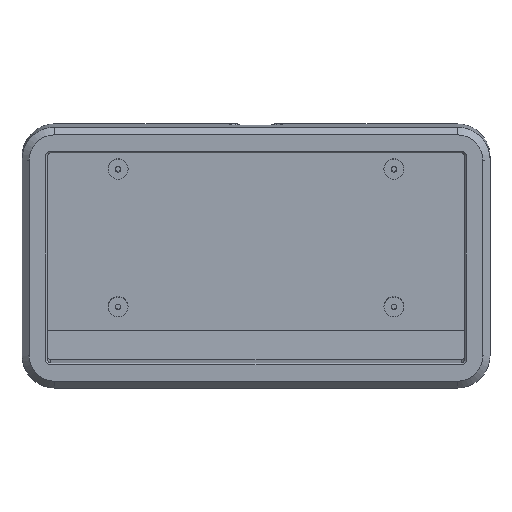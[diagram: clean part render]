
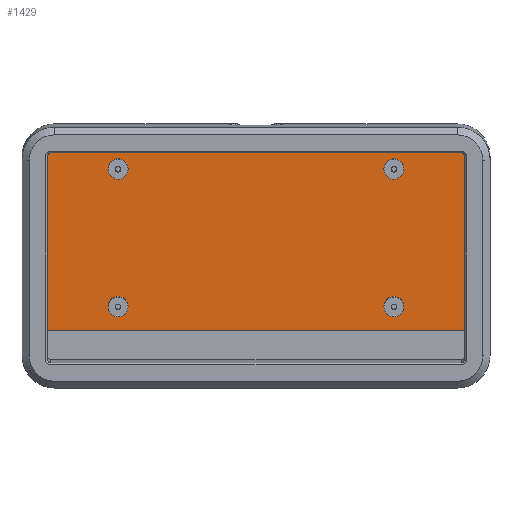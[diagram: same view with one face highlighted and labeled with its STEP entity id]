
A CAD part, top view. The second image highlights one B-rep face of the part: STEP entity #1429.
In plain terms, the highlighted planar face has unit normal (0, -0.052, 0.999).
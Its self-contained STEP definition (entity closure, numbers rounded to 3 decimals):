
#68=FACE_BOUND('',#249,.T.);
#69=FACE_BOUND('',#250,.T.);
#70=FACE_BOUND('',#251,.T.);
#71=FACE_BOUND('',#252,.T.);
#91=PLANE('',#1563);
#153=FACE_OUTER_BOUND('',#248,.T.);
#248=EDGE_LOOP('',(#1099,#1100,#1101,#1102,#1103,#1104,#1105,#1106,#1107,
#1108));
#249=EDGE_LOOP('',(#1109));
#250=EDGE_LOOP('',(#1110));
#251=EDGE_LOOP('',(#1111));
#252=EDGE_LOOP('',(#1112));
#349=LINE('',#2265,#477);
#352=LINE('',#2275,#480);
#353=LINE('',#2277,#481);
#354=LINE('',#2281,#482);
#355=LINE('',#2283,#483);
#356=LINE('',#2285,#484);
#357=LINE('',#2289,#485);
#358=LINE('',#2290,#486);
#477=VECTOR('',#1805,10.);
#480=VECTOR('',#1814,10.);
#481=VECTOR('',#1815,10.);
#482=VECTOR('',#1818,10.);
#483=VECTOR('',#1819,10.);
#484=VECTOR('',#1820,10.);
#485=VECTOR('',#1823,10.);
#486=VECTOR('',#1824,10.);
#571=CIRCLE('',#1514,2.75);
#573=CIRCLE('',#1518,2.75);
#575=CIRCLE('',#1522,2.75);
#577=CIRCLE('',#1526,2.75);
#595=CIRCLE('',#1564,1.);
#596=CIRCLE('',#1565,1.);
#625=VERTEX_POINT('',#2065);
#627=VERTEX_POINT('',#2072);
#629=VERTEX_POINT('',#2079);
#631=VERTEX_POINT('',#2086);
#670=VERTEX_POINT('',#2262);
#671=VERTEX_POINT('',#2264);
#675=VERTEX_POINT('',#2274);
#676=VERTEX_POINT('',#2276);
#677=VERTEX_POINT('',#2278);
#678=VERTEX_POINT('',#2280);
#679=VERTEX_POINT('',#2282);
#680=VERTEX_POINT('',#2284);
#681=VERTEX_POINT('',#2286);
#682=VERTEX_POINT('',#2288);
#757=EDGE_CURVE('',#625,#625,#571,.T.);
#760=EDGE_CURVE('',#627,#627,#573,.T.);
#763=EDGE_CURVE('',#629,#629,#575,.T.);
#766=EDGE_CURVE('',#631,#631,#577,.T.);
#825=EDGE_CURVE('',#671,#670,#349,.T.);
#830=EDGE_CURVE('',#675,#670,#352,.T.);
#831=EDGE_CURVE('',#675,#676,#353,.T.);
#832=EDGE_CURVE('',#676,#677,#595,.T.);
#833=EDGE_CURVE('',#677,#678,#354,.T.);
#834=EDGE_CURVE('',#678,#679,#355,.T.);
#835=EDGE_CURVE('',#679,#680,#356,.T.);
#836=EDGE_CURVE('',#680,#681,#596,.T.);
#837=EDGE_CURVE('',#681,#682,#357,.T.);
#838=EDGE_CURVE('',#682,#671,#358,.T.);
#1099=ORIENTED_EDGE('',*,*,#825,.T.);
#1100=ORIENTED_EDGE('',*,*,#830,.F.);
#1101=ORIENTED_EDGE('',*,*,#831,.T.);
#1102=ORIENTED_EDGE('',*,*,#832,.T.);
#1103=ORIENTED_EDGE('',*,*,#833,.T.);
#1104=ORIENTED_EDGE('',*,*,#834,.T.);
#1105=ORIENTED_EDGE('',*,*,#835,.T.);
#1106=ORIENTED_EDGE('',*,*,#836,.T.);
#1107=ORIENTED_EDGE('',*,*,#837,.T.);
#1108=ORIENTED_EDGE('',*,*,#838,.T.);
#1109=ORIENTED_EDGE('',*,*,#757,.T.);
#1110=ORIENTED_EDGE('',*,*,#760,.T.);
#1111=ORIENTED_EDGE('',*,*,#763,.T.);
#1112=ORIENTED_EDGE('',*,*,#766,.T.);
#1429=ADVANCED_FACE('',(#153,#68,#69,#70,#71),#91,.F.);
#1514=AXIS2_PLACEMENT_3D('',#2066,#1673,#1674);
#1518=AXIS2_PLACEMENT_3D('',#2073,#1682,#1683);
#1522=AXIS2_PLACEMENT_3D('',#2080,#1691,#1692);
#1526=AXIS2_PLACEMENT_3D('',#2087,#1700,#1701);
#1563=AXIS2_PLACEMENT_3D('',#2273,#1812,#1813);
#1564=AXIS2_PLACEMENT_3D('',#2279,#1816,#1817);
#1565=AXIS2_PLACEMENT_3D('',#2287,#1821,#1822);
#1673=DIRECTION('center_axis',(0.,0.052,
-0.999));
#1674=DIRECTION('ref_axis',(1.,0.,0.));
#1682=DIRECTION('center_axis',(0.,0.052,
-0.999));
#1683=DIRECTION('ref_axis',(1.,0.,0.));
#1691=DIRECTION('center_axis',(0.,0.052,
-0.999));
#1692=DIRECTION('ref_axis',(1.,0.,0.));
#1700=DIRECTION('center_axis',(0.,0.052,
-0.999));
#1701=DIRECTION('ref_axis',(1.,0.,0.));
#1805=DIRECTION('',(-1.,0.,0.));
#1812=DIRECTION('center_axis',(0.,0.052,
-0.999));
#1813=DIRECTION('ref_axis',(1.,0.,0.));
#1814=DIRECTION('',(0.,0.999,0.052));
#1815=DIRECTION('',(-1.,0.,0.));
#1816=DIRECTION('center_axis',(0.,-0.052,
0.999));
#1817=DIRECTION('ref_axis',(-0.707,0.706,0.037));
#1818=DIRECTION('',(0.,-0.999,-0.052));
#1819=DIRECTION('',(1.,0.,0.));
#1820=DIRECTION('',(0.,0.999,0.052));
#1821=DIRECTION('center_axis',(0.,-0.052,
0.999));
#1822=DIRECTION('ref_axis',(0.707,0.706,0.037));
#1823=DIRECTION('',(-1.,0.,0.));
#1824=DIRECTION('',(0.,0.999,0.052));
#2065=CARTESIAN_POINT('',(16.3,14.351,-2.317));
#2066=CARTESIAN_POINT('Origin',(19.05,14.351,-2.317));
#2072=CARTESIAN_POINT('',(92.5,14.351,-2.317));
#2073=CARTESIAN_POINT('Origin',(95.25,14.351,-2.317));
#2079=CARTESIAN_POINT('',(16.3,52.399,-0.323));
#2080=CARTESIAN_POINT('Origin',(19.05,52.399,-0.323));
#2086=CARTESIAN_POINT('',(92.5,52.399,-0.323));
#2087=CARTESIAN_POINT('Origin',(95.25,52.399,-0.323));
#2262=CARTESIAN_POINT('',(53.975,58.852,0.015));
#2264=CARTESIAN_POINT('',(60.325,58.852,0.015));
#2265=CARTESIAN_POINT('',(57.15,58.852,0.015));
#2273=CARTESIAN_POINT('Origin',(57.15,28.619,-1.57));
#2274=CARTESIAN_POINT('',(53.975,57.654,-0.048));
#2275=CARTESIAN_POINT('',(53.975,57.654,-0.048));
#2276=CARTESIAN_POINT('',(0.5,57.654,-0.048));
#2277=CARTESIAN_POINT('',(85.975,57.654,-0.048));
#2278=CARTESIAN_POINT('',(-0.5,56.655,-0.1));
#2279=CARTESIAN_POINT('Origin',(0.5,56.655,-0.1));
#2280=CARTESIAN_POINT('',(-0.5,7.568,-2.673));
#2281=CARTESIAN_POINT('',(-0.5,43.137,-0.809));
#2282=CARTESIAN_POINT('',(114.8,7.568,-2.673));
#2283=CARTESIAN_POINT('',(57.15,7.568,-2.673));
#2284=CARTESIAN_POINT('',(114.8,56.655,-0.1));
#2285=CARTESIAN_POINT('',(114.8,14.101,-2.33));
#2286=CARTESIAN_POINT('',(113.8,57.654,-0.048));
#2287=CARTESIAN_POINT('Origin',(113.8,56.655,-0.1));
#2288=CARTESIAN_POINT('',(60.325,57.654,-0.048));
#2289=CARTESIAN_POINT('',(85.975,57.654,-0.048));
#2290=CARTESIAN_POINT('',(60.325,57.654,-0.048));
